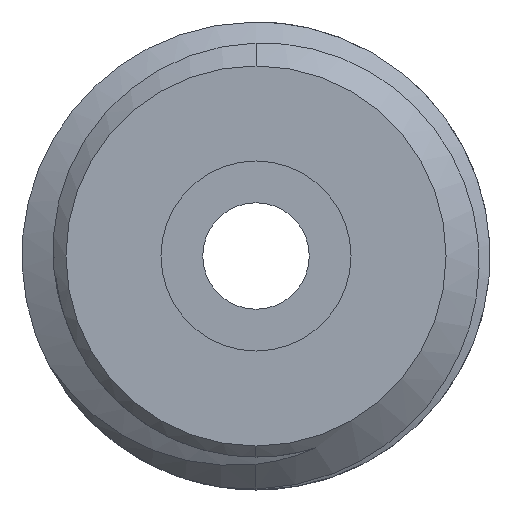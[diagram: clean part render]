
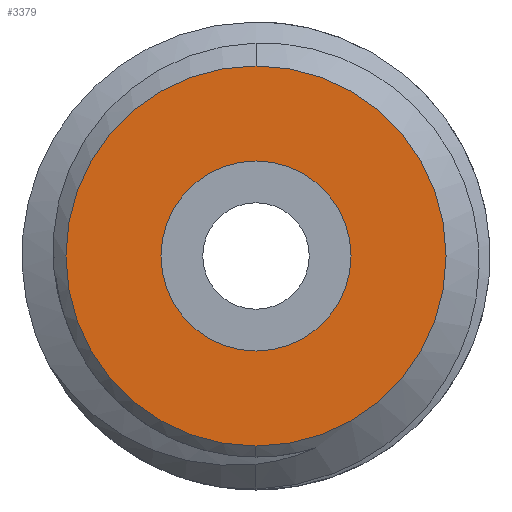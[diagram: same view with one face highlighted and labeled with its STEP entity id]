
A CAD part, left-side view. The second image highlights one B-rep face of the part: STEP entity #3379.
In plain terms, the highlighted planar face has unit normal (-1, 0, 0).
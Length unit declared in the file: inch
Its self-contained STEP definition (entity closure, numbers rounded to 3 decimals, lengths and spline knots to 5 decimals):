
#92 = VERTEX_POINT ( 'NONE', #1255 ) ;
#303 = DIRECTION ( 'NONE',  ( -1., 0., 0. ) ) ;
#346 = EDGE_CURVE ( 'NONE', #2892, #92, #3503, .T. ) ;
#375 = DIRECTION ( 'NONE',  ( 1., 0., 0. ) ) ;
#461 = VERTEX_POINT ( 'NONE', #2666 ) ;
#594 = DIRECTION ( 'NONE',  ( 1., 0., 0. ) ) ;
#621 = DIRECTION ( 'NONE',  ( 0., 0., -1. ) ) ;
#647 = EDGE_CURVE ( 'NONE', #1460, #461, #1006, .T. ) ;
#654 = FACE_OUTER_BOUND ( 'NONE', #1884, .T. ) ;
#853 = DIRECTION ( 'NONE',  ( 0., 0., 1. ) ) ;
#877 = CARTESIAN_POINT ( 'NONE',  ( 0., 0.125, 0. ) ) ;
#1006 = CIRCLE ( 'NONE', #2136, 0.125 ) ;
#1109 = EDGE_LOOP ( 'NONE', ( #2355, #3258 ) ) ;
#1255 = CARTESIAN_POINT ( 'NONE',  ( 0., 0., 0.0625 ) ) ;
#1270 = AXIS2_PLACEMENT_3D ( 'NONE', #877, #303, #853 ) ;
#1274 = AXIS2_PLACEMENT_3D ( 'NONE', #2333, #2356, #621 ) ;
#1322 = EDGE_CURVE ( 'NONE', #92, #2892, #2498, .T. ) ;
#1446 = DIRECTION ( 'NONE',  ( 0., 0., -1. ) ) ;
#1460 = VERTEX_POINT ( 'NONE', #1669 ) ;
#1476 = PLANE ( 'NONE',  #1270 ) ;
#1669 = CARTESIAN_POINT ( 'NONE',  ( 0., 0., -0.125 ) ) ;
#1884 = EDGE_LOOP ( 'NONE', ( #2859, #2937 ) ) ;
#2120 = CIRCLE ( 'NONE', #3182, 0.125 ) ;
#2136 = AXIS2_PLACEMENT_3D ( 'NONE', #3567, #3003, #3526 ) ;
#2317 = CARTESIAN_POINT ( 'NONE',  ( 0., 0., 0. ) ) ;
#2333 = CARTESIAN_POINT ( 'NONE',  ( 0., 0., 0. ) ) ;
#2355 = ORIENTED_EDGE ( 'NONE', *, *, #346, .T. ) ;
#2356 = DIRECTION ( 'NONE',  ( 1., 0., 0. ) ) ;
#2378 = CARTESIAN_POINT ( 'NONE',  ( 0., 0., 0. ) ) ;
#2498 = CIRCLE ( 'NONE', #1274, 0.0625 ) ;
#2656 = DIRECTION ( 'NONE',  ( 0., 0., -1. ) ) ;
#2666 = CARTESIAN_POINT ( 'NONE',  ( 0., 0., 0.125 ) ) ;
#2708 = FACE_BOUND ( 'NONE', #1109, .T. ) ;
#2859 = ORIENTED_EDGE ( 'NONE', *, *, #647, .F. ) ;
#2871 = EDGE_CURVE ( 'NONE', #461, #1460, #2120, .T. ) ;
#2892 = VERTEX_POINT ( 'NONE', #3170 ) ;
#2937 = ORIENTED_EDGE ( 'NONE', *, *, #2871, .F. ) ;
#3003 = DIRECTION ( 'NONE',  ( 1., 0., 0. ) ) ;
#3170 = CARTESIAN_POINT ( 'NONE',  ( 0., 0., -0.0625 ) ) ;
#3182 = AXIS2_PLACEMENT_3D ( 'NONE', #2317, #594, #1446 ) ;
#3258 = ORIENTED_EDGE ( 'NONE', *, *, #1322, .T. ) ;
#3365 = AXIS2_PLACEMENT_3D ( 'NONE', #2378, #375, #2656 ) ;
#3379 = ADVANCED_FACE ( 'NONE', ( #2708, #654 ), #1476, .T. ) ;
#3503 = CIRCLE ( 'NONE', #3365, 0.0625 ) ;
#3526 = DIRECTION ( 'NONE',  ( 0., 0., -1. ) ) ;
#3567 = CARTESIAN_POINT ( 'NONE',  ( 0., 0., 0. ) ) ;
